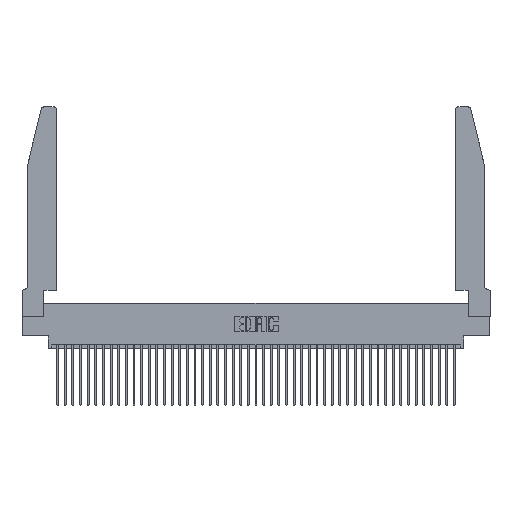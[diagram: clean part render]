
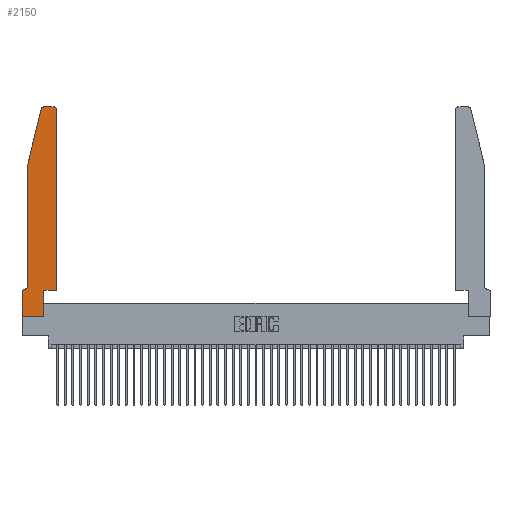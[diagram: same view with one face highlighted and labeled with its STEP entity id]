
A CAD part, top view. The second image highlights one B-rep face of the part: STEP entity #2150.
In plain terms, the highlighted planar face has unit normal (0, 0, 1).
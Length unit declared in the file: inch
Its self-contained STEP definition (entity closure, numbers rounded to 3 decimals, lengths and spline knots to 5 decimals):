
#15 = ORIENTED_EDGE ( 'NONE', *, *, #4472, .T. ) ;
#1487 = ORIENTED_EDGE ( 'NONE', *, *, #9062, .T. ) ;
#1486 = CARTESIAN_POINT ( 'NONE',  ( 0.0055, 0.35, 0.37 ) ) ;
#1659 = AXIS2_PLACEMENT_3D ( 'NONE', #7271, #41367, #3323 ) ;
#1881 = CARTESIAN_POINT ( 'NONE',  ( 0., 0., 0.37 ) ) ;
#2150 = ADVANCED_FACE ( 'NONE', ( #44543 ), #3758, .T. ) ;
#2402 = ORIENTED_EDGE ( 'NONE', *, *, #29938, .T. ) ;
#3127 = DIRECTION ( 'NONE',  ( 0., -1., 0. ) ) ;
#3323 = DIRECTION ( 'NONE',  ( 1., 0., 0. ) ) ;
#3521 = CARTESIAN_POINT ( 'NONE',  ( 0.2865, 0.35, 0.37 ) ) ;
#3553 = DIRECTION ( 'NONE',  ( 0., 1., 0. ) ) ;
#3758 = PLANE ( 'NONE',  #1659 ) ;
#3911 = VECTOR ( 'NONE', #41871, 39.37008 ) ;
#4301 = CARTESIAN_POINT ( 'NONE',  ( 0.0755, 2., 0.37 ) ) ;
#4472 = EDGE_CURVE ( 'NONE', #13583, #20469, #37167, .T. ) ;
#5080 = LINE ( 'NONE', #30636, #42095 ) ;
#7216 = LINE ( 'NONE', #13613, #3911 ) ;
#7271 = CARTESIAN_POINT ( 'NONE',  ( 0., 0.35, 0.37 ) ) ;
#7622 = CARTESIAN_POINT ( 'NONE',  ( 0.284, 2.75, 0.37 ) ) ;
#8217 = ORIENTED_EDGE ( 'NONE', *, *, #28573, .T. ) ;
#8925 = LINE ( 'NONE', #1881, #13270 ) ;
#8969 = DIRECTION ( 'NONE',  ( 0., 0., 1. ) ) ;
#9062 = EDGE_CURVE ( 'NONE', #16272, #19579, #11037, .T. ) ;
#9087 = DIRECTION ( 'NONE',  ( 0., 0., -1. ) ) ;
#9842 = EDGE_CURVE ( 'NONE', #42733, #29858, #29969, .T. ) ;
#9951 = ORIENTED_EDGE ( 'NONE', *, *, #13736, .T. ) ;
#11037 = LINE ( 'NONE', #44838, #12670 ) ;
#12670 = VECTOR ( 'NONE', #44555, 39.37008 ) ;
#13115 = CARTESIAN_POINT ( 'NONE',  ( 0.0755, 0.42, 0.37 ) ) ;
#13270 = VECTOR ( 'NONE', #36089, 39.37008 ) ;
#13583 = VERTEX_POINT ( 'NONE', #22817 ) ;
#13613 = CARTESIAN_POINT ( 'NONE',  ( 0.0755, 2., 0.37 ) ) ;
#13736 = EDGE_CURVE ( 'NONE', #19579, #13583, #27487, .T. ) ;
#13941 = DIRECTION ( 'NONE',  ( -1., 0., 0. ) ) ;
#14166 = CARTESIAN_POINT ( 'NONE',  ( 0.4505, 0.35, 0.37 ) ) ;
#14224 = VECTOR ( 'NONE', #3553, 39.37008 ) ;
#14433 = ORIENTED_EDGE ( 'NONE', *, *, #21088, .T. ) ;
#15298 = EDGE_CURVE ( 'NONE', #25753, #42733, #8925, .T. ) ;
#15454 = CARTESIAN_POINT ( 'NONE',  ( 0.4505, 0.35, 0.37 ) ) ;
#16198 = AXIS2_PLACEMENT_3D ( 'NONE', #36695, #9087, #26645 ) ;
#16272 = VERTEX_POINT ( 'NONE', #15454 ) ;
#17129 = DIRECTION ( 'NONE',  ( 0., 0., 1. ) ) ;
#17669 = DIRECTION ( 'NONE',  ( 1., 0., 0. ) ) ;
#17684 = ORIENTED_EDGE ( 'NONE', *, *, #32880, .T. ) ;
#17742 = CARTESIAN_POINT ( 'NONE',  ( 0.0755, 0.35, 0.37 ) ) ;
#18970 = VERTEX_POINT ( 'NONE', #33238 ) ;
#19579 = VERTEX_POINT ( 'NONE', #28782 ) ;
#20061 = EDGE_CURVE ( 'NONE', #36464, #22855, #42221, .T. ) ;
#20469 = VERTEX_POINT ( 'NONE', #7622 ) ;
#21088 = EDGE_CURVE ( 'NONE', #20469, #31028, #35536, .T. ) ;
#21316 = EDGE_LOOP ( 'NONE', ( #15, #14433, #2402, #40286, #37121, #17684, #31664, #33677, #22661, #8217, #1487, #9951 ) ) ;
#21676 = CARTESIAN_POINT ( 'NONE',  ( 0.2865, 0., 0.37 ) ) ;
#21785 = CARTESIAN_POINT ( 'NONE',  ( 0.2605, 2.75, 0.37 ) ) ;
#22603 = CARTESIAN_POINT ( 'NONE',  ( 0.4205, 2.72, 0.37 ) ) ;
#22661 = ORIENTED_EDGE ( 'NONE', *, *, #9842, .T. ) ;
#22817 = CARTESIAN_POINT ( 'NONE',  ( 0.4205, 2.75, 0.37 ) ) ;
#22855 = VERTEX_POINT ( 'NONE', #1486 ) ;
#23199 = VERTEX_POINT ( 'NONE', #33761 ) ;
#24174 = DIRECTION ( 'NONE',  ( 1., 0., 0. ) ) ;
#24524 = CARTESIAN_POINT ( 'NONE',  ( 0., 0., 0.37 ) ) ;
#24611 = CARTESIAN_POINT ( 'NONE',  ( 0.2865, 0.35, 0.37 ) ) ;
#24699 = DIRECTION ( 'NONE',  ( 0., -1., 0. ) ) ;
#25753 = VERTEX_POINT ( 'NONE', #24524 ) ;
#26645 = DIRECTION ( 'NONE',  ( -1., 0., 0. ) ) ;
#27487 = CIRCLE ( 'NONE', #44516, 0.03 ) ;
#27875 = CARTESIAN_POINT ( 'NONE',  ( 0.25487, 2.72718, 0.37 ) ) ;
#27896 = VECTOR ( 'NONE', #39279, 39.37008 ) ;
#28573 = EDGE_CURVE ( 'NONE', #29858, #16272, #33935, .T. ) ;
#28782 = CARTESIAN_POINT ( 'NONE',  ( 0.4505, 2.72, 0.37 ) ) ;
#29130 = EDGE_CURVE ( 'NONE', #18970, #25753, #5080, .T. ) ;
#29858 = VERTEX_POINT ( 'NONE', #3521 ) ;
#29938 = EDGE_CURVE ( 'NONE', #31028, #23199, #7216, .T. ) ;
#29969 = LINE ( 'NONE', #24611, #14224 ) ;
#30292 = VECTOR ( 'NONE', #24699, 39.37008 ) ;
#30636 = CARTESIAN_POINT ( 'NONE',  ( 0., 0., 0.37 ) ) ;
#31028 = VERTEX_POINT ( 'NONE', #27875 ) ;
#31664 = ORIENTED_EDGE ( 'NONE', *, *, #29130, .T. ) ;
#32880 = EDGE_CURVE ( 'NONE', #22855, #18970, #37936, .T. ) ;
#33238 = CARTESIAN_POINT ( 'NONE',  ( 0., 0.35, 0.37 ) ) ;
#33677 = ORIENTED_EDGE ( 'NONE', *, *, #15298, .T. ) ;
#33761 = CARTESIAN_POINT ( 'NONE',  ( 0.0755, 2., 0.37 ) ) ;
#33935 = LINE ( 'NONE', #14166, #35551 ) ;
#35222 = DIRECTION ( 'NONE',  ( 1., 0., 0. ) ) ;
#35536 = CIRCLE ( 'NONE', #44988, 0.03 ) ;
#35551 = VECTOR ( 'NONE', #17669, 39.37008 ) ;
#36089 = DIRECTION ( 'NONE',  ( 1., 0., 0. ) ) ;
#36464 = VERTEX_POINT ( 'NONE', #13115 ) ;
#36695 = CARTESIAN_POINT ( 'NONE',  ( 0.0055, 0.42, 0.37 ) ) ;
#37121 = ORIENTED_EDGE ( 'NONE', *, *, #20061, .T. ) ;
#37167 = LINE ( 'NONE', #21785, #27896 ) ;
#37936 = LINE ( 'NONE', #17742, #40417 ) ;
#39279 = DIRECTION ( 'NONE',  ( -1., 0., 0. ) ) ;
#40286 = ORIENTED_EDGE ( 'NONE', *, *, #43911, .T. ) ;
#40417 = VECTOR ( 'NONE', #13941, 39.37008 ) ;
#40670 = LINE ( 'NONE', #4301, #30292 ) ;
#41242 = CARTESIAN_POINT ( 'NONE',  ( 0.284, 2.72, 0.37 ) ) ;
#41367 = DIRECTION ( 'NONE',  ( 0., 0., 1. ) ) ;
#41871 = DIRECTION ( 'NONE',  ( -0.239, -0.971, 0. ) ) ;
#42095 = VECTOR ( 'NONE', #3127, 39.37008 ) ;
#42221 = CIRCLE ( 'NONE', #16198, 0.07 ) ;
#42733 = VERTEX_POINT ( 'NONE', #21676 ) ;
#43911 = EDGE_CURVE ( 'NONE', #23199, #36464, #40670, .T. ) ;
#44516 = AXIS2_PLACEMENT_3D ( 'NONE', #22603, #8969, #35222 ) ;
#44543 = FACE_OUTER_BOUND ( 'NONE', #21316, .T. ) ;
#44555 = DIRECTION ( 'NONE',  ( 0., 1., 0. ) ) ;
#44838 = CARTESIAN_POINT ( 'NONE',  ( 0.4505, 0.35, 0.37 ) ) ;
#44988 = AXIS2_PLACEMENT_3D ( 'NONE', #41242, #17129, #24174 ) ;
